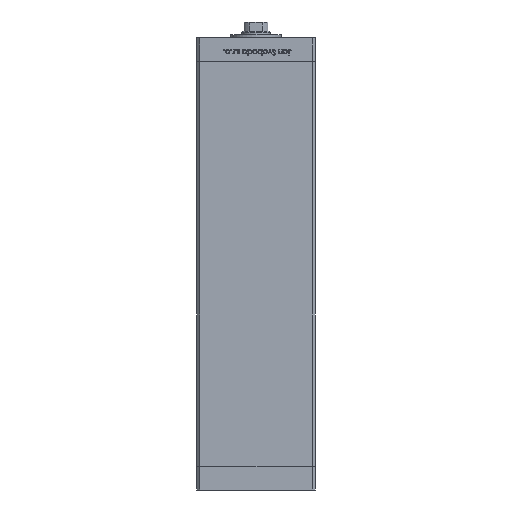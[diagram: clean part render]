
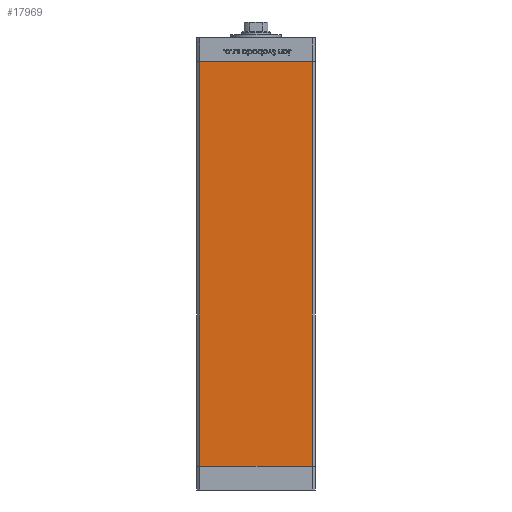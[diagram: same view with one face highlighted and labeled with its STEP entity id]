
A CAD part, front view. The second image highlights one B-rep face of the part: STEP entity #17969.
In plain terms, the highlighted planar face has unit normal (0, -1, 0).
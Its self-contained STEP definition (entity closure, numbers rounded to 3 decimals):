
#833 = AXIS2_PLACEMENT_3D ( 'NONE', #24486, #44817, #47969 ) ;
#1120 = EDGE_CURVE ( 'NONE', #22041, #45048, #39520, .T. ) ;
#5299 = EDGE_CURVE ( 'NONE', #45048, #27558, #39367, .T. ) ;
#6642 = CARTESIAN_POINT ( 'NONE',  ( -35.5, -32.5, 0. ) ) ;
#8434 = FACE_OUTER_BOUND ( 'NONE', #25117, .T. ) ;
#12231 = CARTESIAN_POINT ( 'NONE',  ( 35.5, -32.5, 256. ) ) ;
#12495 = DIRECTION ( 'NONE',  ( 0., 0., -1. ) ) ;
#14306 = DIRECTION ( 'NONE',  ( 1., 0., 0. ) ) ;
#16064 = DIRECTION ( 'NONE',  ( 1., 0., 0. ) ) ;
#16577 = PLANE ( 'NONE',  #833 ) ;
#17498 = CARTESIAN_POINT ( 'NONE',  ( 35.5, -32.5, 256. ) ) ;
#17969 = ADVANCED_FACE ( 'NONE', ( #8434 ), #16577, .F. ) ;
#19061 = VECTOR ( 'NONE', #12495, 1000. ) ;
#19376 = CARTESIAN_POINT ( 'NONE',  ( -35.5, -32.5, 256. ) ) ;
#22041 = VERTEX_POINT ( 'NONE', #38484 ) ;
#23443 = CARTESIAN_POINT ( 'NONE',  ( -35.5, -32.5, 256. ) ) ;
#23666 = VERTEX_POINT ( 'NONE', #40717 ) ;
#24118 = DIRECTION ( 'NONE',  ( 0., 0., -1. ) ) ;
#24486 = CARTESIAN_POINT ( 'NONE',  ( -35.5, -32.5, 256. ) ) ;
#25081 = ORIENTED_EDGE ( 'NONE', *, *, #1120, .F. ) ;
#25117 = EDGE_LOOP ( 'NONE', ( #45894, #40746, #25081, #45939 ) ) ;
#25221 = EDGE_CURVE ( 'NONE', #23666, #27558, #36735, .T. ) ;
#27558 = VERTEX_POINT ( 'NONE', #48462 ) ;
#36735 = LINE ( 'NONE', #6642, #42401 ) ;
#38484 = CARTESIAN_POINT ( 'NONE',  ( -35.5, -32.5, 256. ) ) ;
#39367 = LINE ( 'NONE', #12231, #19061 ) ;
#39520 = LINE ( 'NONE', #23443, #47602 ) ;
#40717 = CARTESIAN_POINT ( 'NONE',  ( -35.5, -32.5, 0. ) ) ;
#40746 = ORIENTED_EDGE ( 'NONE', *, *, #5299, .F. ) ;
#42401 = VECTOR ( 'NONE', #14306, 1000. ) ;
#43917 = LINE ( 'NONE', #19376, #45518 ) ;
#44817 = DIRECTION ( 'NONE',  ( 0., 1., 0. ) ) ;
#45048 = VERTEX_POINT ( 'NONE', #17498 ) ;
#45518 = VECTOR ( 'NONE', #24118, 1000. ) ;
#45894 = ORIENTED_EDGE ( 'NONE', *, *, #25221, .T. ) ;
#45939 = ORIENTED_EDGE ( 'NONE', *, *, #51106, .T. ) ;
#47602 = VECTOR ( 'NONE', #16064, 1000. ) ;
#47969 = DIRECTION ( 'NONE',  ( 0., 0., 1. ) ) ;
#48462 = CARTESIAN_POINT ( 'NONE',  ( 35.5, -32.5, 0. ) ) ;
#51106 = EDGE_CURVE ( 'NONE', #22041, #23666, #43917, .T. ) ;
